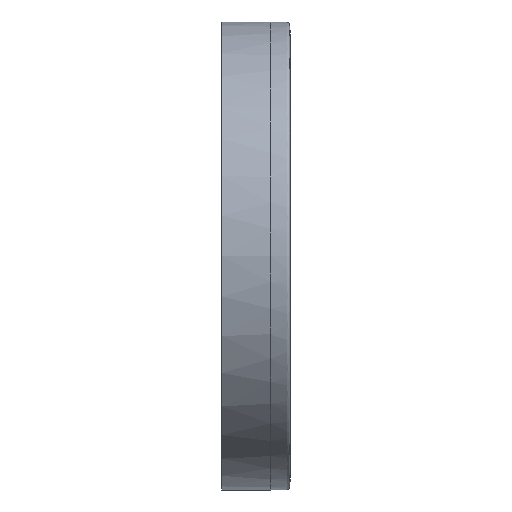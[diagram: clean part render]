
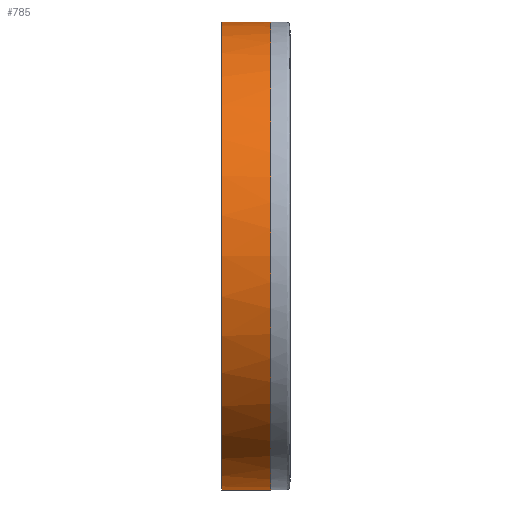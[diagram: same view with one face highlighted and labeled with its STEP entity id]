
A CAD part, left-side view. The second image highlights one B-rep face of the part: STEP entity #785.
In plain terms, the highlighted cylindrical face has radius 12 mm (diameter 24 mm), a partial arc.
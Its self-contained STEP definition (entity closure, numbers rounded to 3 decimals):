
#4 = CARTESIAN_POINT ( 'NONE',  ( -6.043, 1., 10.485 ) ) ;
#57 = VERTEX_POINT ( 'NONE', #459 ) ;
#96 = AXIS2_PLACEMENT_3D ( 'NONE', #756, #1280, #205 ) ;
#157 = ORIENTED_EDGE ( 'NONE', *, *, #432, .F. ) ;
#167 = VECTOR ( 'NONE', #950, 1000. ) ;
#192 = CARTESIAN_POINT ( 'NONE',  ( 0., 1., -12. ) ) ;
#205 = DIRECTION ( 'NONE',  ( 0., 0., 1. ) ) ;
#221 = CARTESIAN_POINT ( 'NONE',  ( 0., 3.5, -12. ) ) ;
#231 = VECTOR ( 'NONE', #759, 1000. ) ;
#302 = CARTESIAN_POINT ( 'NONE',  ( -6.043, 1., -10.485 ) ) ;
#303 = EDGE_CURVE ( 'NONE', #754, #410, #1187, .T. ) ;
#310 = CARTESIAN_POINT ( 'NONE',  ( -10.485, 1., 6.043 ) ) ;
#404 = CARTESIAN_POINT ( 'NONE',  ( -1.571, 1., -12. ) ) ;
#408 = VERTEX_POINT ( 'NONE', #1262 ) ;
#410 = VERTEX_POINT ( 'NONE', #852 ) ;
#413 = CARTESIAN_POINT ( 'NONE',  ( -10.485, 1., -6.043 ) ) ;
#419 = CARTESIAN_POINT ( 'NONE',  ( -12., 1., 1.571 ) ) ;
#427 = ORIENTED_EDGE ( 'NONE', *, *, #303, .T. ) ;
#432 = EDGE_CURVE ( 'NONE', #57, #408, #1027, .T. ) ;
#459 = CARTESIAN_POINT ( 'NONE',  ( 0., 3.5, -12. ) ) ;
#470 = CYLINDRICAL_SURFACE ( 'NONE', #1078, 12. ) ;
#501 = FACE_OUTER_BOUND ( 'NONE', #976, .T. ) ;
#513 = CARTESIAN_POINT ( 'NONE',  ( -3.141, 1., 11.688 ) ) ;
#519 = CARTESIAN_POINT ( 'NONE',  ( -9.596, 1., -7.375 ) ) ;
#524 = EDGE_CURVE ( 'NONE', #57, #754, #565, .T. ) ;
#565 = LINE ( 'NONE', #221, #167 ) ;
#598 = DIRECTION ( 'NONE',  ( 0., 0., -1. ) ) ;
#605 = EDGE_CURVE ( 'NONE', #408, #410, #741, .T. ) ;
#665 = CARTESIAN_POINT ( 'NONE',  ( 0., 1., -12. ) ) ;
#712 = CARTESIAN_POINT ( 'NONE',  ( -7.375, 1., 9.596 ) ) ;
#722 = CARTESIAN_POINT ( 'NONE',  ( -7.375, 1., -9.596 ) ) ;
#730 = CARTESIAN_POINT ( 'NONE',  ( -12., 1., -1.571 ) ) ;
#741 = LINE ( 'NONE', #963, #231 ) ;
#754 = VERTEX_POINT ( 'NONE', #665 ) ;
#756 = CARTESIAN_POINT ( 'NONE',  ( 0., 3.5, 0. ) ) ;
#759 = DIRECTION ( 'NONE',  ( 0., -1., 0. ) ) ;
#785 = ADVANCED_FACE ( 'NONE', ( #501 ), #470, .T. ) ;
#834 = CARTESIAN_POINT ( 'NONE',  ( 0., 1., 12. ) ) ;
#836 = CARTESIAN_POINT ( 'NONE',  ( -9.596, 1., 7.375 ) ) ;
#852 = CARTESIAN_POINT ( 'NONE',  ( 0., 1., 12. ) ) ;
#889 = ORIENTED_EDGE ( 'NONE', *, *, #524, .T. ) ;
#928 = CARTESIAN_POINT ( 'NONE',  ( -3.141, 1., -11.688 ) ) ;
#950 = DIRECTION ( 'NONE',  ( 0., -1., 0. ) ) ;
#963 = CARTESIAN_POINT ( 'NONE',  ( 0., 3.5, 12. ) ) ;
#976 = EDGE_LOOP ( 'NONE', ( #889, #427, #1237, #157 ) ) ;
#1027 = CIRCLE ( 'NONE', #96, 12. ) ;
#1078 = AXIS2_PLACEMENT_3D ( 'NONE', #1230, #1324, #598 ) ;
#1144 = CARTESIAN_POINT ( 'NONE',  ( -11.688, 1., 3.141 ) ) ;
#1151 = CARTESIAN_POINT ( 'NONE',  ( -1.571, 1., 12. ) ) ;
#1187 = B_SPLINE_CURVE_WITH_KNOTS ( 'NONE', 3,
 ( #192, #404, #928, #302, #722, #519, #413, #1248, #730, #419, #1144, #310, #836, #712, #4, #513, #1151, #834 ),
 .UNSPECIFIED., .F., .F.,
 ( 4, 2, 2, 2, 2, 2, 2, 2, 4 ),
 ( 0., 0.125, 0.25, 0.375, 0.5, 0.625, 0.75, 0.875, 1. ),
 .UNSPECIFIED. ) ;
#1230 = CARTESIAN_POINT ( 'NONE',  ( 0., 3.5, 0. ) ) ;
#1237 = ORIENTED_EDGE ( 'NONE', *, *, #605, .F. ) ;
#1248 = CARTESIAN_POINT ( 'NONE',  ( -11.688, 1., -3.141 ) ) ;
#1262 = CARTESIAN_POINT ( 'NONE',  ( 0., 3.5, 12. ) ) ;
#1280 = DIRECTION ( 'NONE',  ( 0., 1., 0. ) ) ;
#1324 = DIRECTION ( 'NONE',  ( 0., -1., 0. ) ) ;
